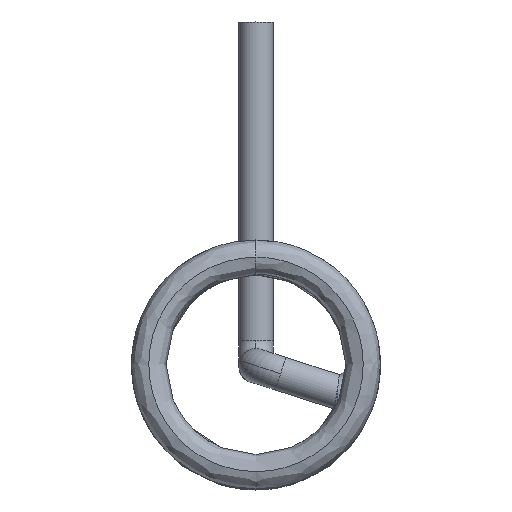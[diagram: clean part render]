
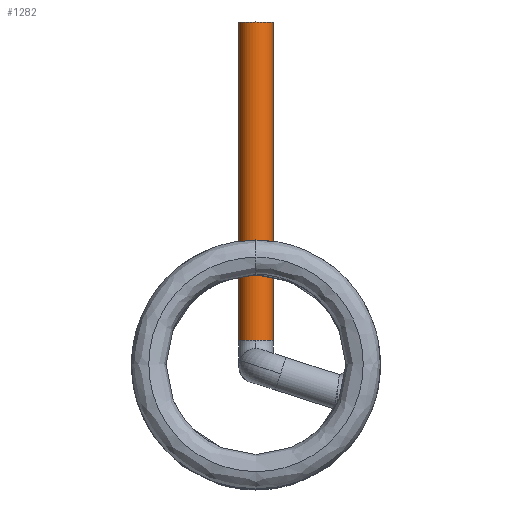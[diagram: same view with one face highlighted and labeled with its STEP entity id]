
A CAD part, top view. The second image highlights one B-rep face of the part: STEP entity #1282.
In plain terms, the highlighted cylindrical face has radius 0.4 mm (diameter 0.8 mm), a partial arc.
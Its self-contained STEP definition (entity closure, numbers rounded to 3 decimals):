
#45 = DIRECTION ( 'NONE',  ( 0., 1., 0. ) ) ;
#61 = CARTESIAN_POINT ( 'NONE',  ( 0., 0.6, -6.01 ) ) ;
#324 = DIRECTION ( 'NONE',  ( 0., 1., 0. ) ) ;
#349 = ORIENTED_EDGE ( 'NONE', *, *, #3402, .T. ) ;
#594 = CARTESIAN_POINT ( 'NONE',  ( -0.4, 0.6, -6.01 ) ) ;
#654 = CARTESIAN_POINT ( 'NONE',  ( 0., 0.6, -5.61 ) ) ;
#681 = DIRECTION ( 'NONE',  ( 0., 1., 0. ) ) ;
#715 = CIRCLE ( 'NONE', #2872, 0.4 ) ;
#778 = CIRCLE ( 'NONE', #1131, 0.4 ) ;
#789 = VECTOR ( 'NONE', #3302, 1000. ) ;
#792 = LINE ( 'NONE', #3357, #789 ) ;
#861 = CIRCLE ( 'NONE', #1014, 0.4 ) ;
#933 = CYLINDRICAL_SURFACE ( 'NONE', #2507, 0.4 ) ;
#981 = VECTOR ( 'NONE', #1387, 1000. ) ;
#999 = LINE ( 'NONE', #2293, #981 ) ;
#1012 = FACE_OUTER_BOUND ( 'NONE', #1396, .T. ) ;
#1014 = AXIS2_PLACEMENT_3D ( 'NONE', #3004, #1614, #1215 ) ;
#1117 = EDGE_CURVE ( 'NONE', #2938, #3375, #999, .T. ) ;
#1131 = AXIS2_PLACEMENT_3D ( 'NONE', #1810, #45, #2122 ) ;
#1215 = DIRECTION ( 'NONE',  ( 0., 0., 1. ) ) ;
#1282 = ADVANCED_FACE ( 'NONE', ( #1012 ), #933, .T. ) ;
#1385 = ORIENTED_EDGE ( 'NONE', *, *, #1772, .F. ) ;
#1387 = DIRECTION ( 'NONE',  ( 0., 1., 0. ) ) ;
#1396 = EDGE_LOOP ( 'NONE', ( #3384, #349, #2026, #1385, #1417 ) ) ;
#1417 = ORIENTED_EDGE ( 'NONE', *, *, #1117, .F. ) ;
#1614 = DIRECTION ( 'NONE',  ( 0., 1., 0. ) ) ;
#1670 = VERTEX_POINT ( 'NONE', #1721 ) ;
#1721 = CARTESIAN_POINT ( 'NONE',  ( 0.4, 8., -6.01 ) ) ;
#1772 = EDGE_CURVE ( 'NONE', #3375, #1670, #861, .T. ) ;
#1810 = CARTESIAN_POINT ( 'NONE',  ( 0., 0.6, -6.01 ) ) ;
#2006 = VERTEX_POINT ( 'NONE', #654 ) ;
#2026 = ORIENTED_EDGE ( 'NONE', *, *, #2540, .T. ) ;
#2048 = VERTEX_POINT ( 'NONE', #3265 ) ;
#2122 = DIRECTION ( 'NONE',  ( 0., 0., 1. ) ) ;
#2293 = CARTESIAN_POINT ( 'NONE',  ( -0.4, 0.6, -6.01 ) ) ;
#2484 = CARTESIAN_POINT ( 'NONE',  ( 0., 0.6, -6.01 ) ) ;
#2507 = AXIS2_PLACEMENT_3D ( 'NONE', #61, #324, #2934 ) ;
#2540 = EDGE_CURVE ( 'NONE', #2048, #1670, #792, .T. ) ;
#2740 = CARTESIAN_POINT ( 'NONE',  ( -0.4, 8., -6.01 ) ) ;
#2754 = DIRECTION ( 'NONE',  ( 0., 0., 1. ) ) ;
#2777 = EDGE_CURVE ( 'NONE', #2938, #2006, #778, .T. ) ;
#2872 = AXIS2_PLACEMENT_3D ( 'NONE', #2484, #681, #2754 ) ;
#2934 = DIRECTION ( 'NONE',  ( -1., 0., 0. ) ) ;
#2938 = VERTEX_POINT ( 'NONE', #594 ) ;
#3004 = CARTESIAN_POINT ( 'NONE',  ( 0., 8., -6.01 ) ) ;
#3265 = CARTESIAN_POINT ( 'NONE',  ( 0.4, 0.6, -6.01 ) ) ;
#3302 = DIRECTION ( 'NONE',  ( 0., 1., 0. ) ) ;
#3357 = CARTESIAN_POINT ( 'NONE',  ( 0.4, 0.6, -6.01 ) ) ;
#3375 = VERTEX_POINT ( 'NONE', #2740 ) ;
#3384 = ORIENTED_EDGE ( 'NONE', *, *, #2777, .T. ) ;
#3402 = EDGE_CURVE ( 'NONE', #2006, #2048, #715, .T. ) ;
